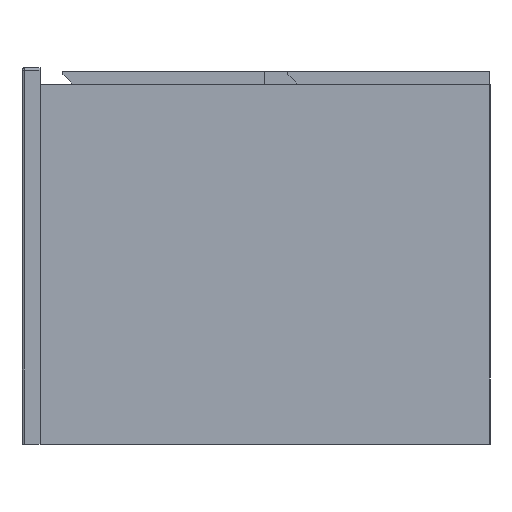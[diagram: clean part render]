
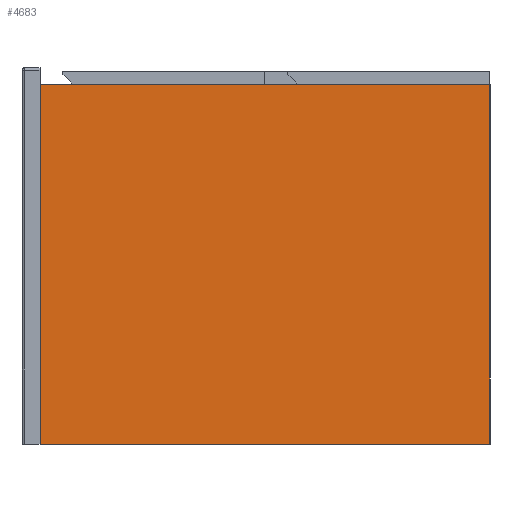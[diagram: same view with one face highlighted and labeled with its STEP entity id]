
A CAD part, left-side view. The second image highlights one B-rep face of the part: STEP entity #4683.
In plain terms, the highlighted planar face has unit normal (-1, 0, 0).
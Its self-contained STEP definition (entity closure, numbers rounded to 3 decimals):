
#76 = CARTESIAN_POINT ( 'NONE',  ( -744., -275., 440. ) ) ;
#437 = CARTESIAN_POINT ( 'NONE',  ( -744., 275., 0. ) ) ;
#563 = VERTEX_POINT ( 'NONE', #743 ) ;
#743 = CARTESIAN_POINT ( 'NONE',  ( -744., 275., 440. ) ) ;
#927 = DIRECTION ( 'NONE',  ( 0., 1., 0. ) ) ;
#957 = DIRECTION ( 'NONE',  ( 0., 0., 1. ) ) ;
#1150 = ORIENTED_EDGE ( 'NONE', *, *, #4085, .T. ) ;
#1737 = VECTOR ( 'NONE', #2463, 1000. ) ;
#1771 = EDGE_CURVE ( 'NONE', #3548, #5595, #4918, .T. ) ;
#1883 = CARTESIAN_POINT ( 'NONE',  ( -744., -275., 0. ) ) ;
#1987 = ORIENTED_EDGE ( 'NONE', *, *, #2612, .T. ) ;
#2022 = VECTOR ( 'NONE', #4122, 1000. ) ;
#2066 = EDGE_CURVE ( 'NONE', #5595, #4165, #5052, .T. ) ;
#2287 = CARTESIAN_POINT ( 'NONE',  ( -744., 275., 440. ) ) ;
#2353 = CARTESIAN_POINT ( 'NONE',  ( -744., -275., 440. ) ) ;
#2409 = FACE_OUTER_BOUND ( 'NONE', #5410, .T. ) ;
#2455 = ORIENTED_EDGE ( 'NONE', *, *, #1771, .F. ) ;
#2463 = DIRECTION ( 'NONE',  ( 0., 0., -1. ) ) ;
#2475 = LINE ( 'NONE', #4657, #5626 ) ;
#2612 = EDGE_CURVE ( 'NONE', #563, #4165, #2974, .T. ) ;
#2792 = CARTESIAN_POINT ( 'NONE',  ( -744., 275., 0. ) ) ;
#2974 = LINE ( 'NONE', #4203, #1737 ) ;
#3075 = ORIENTED_EDGE ( 'NONE', *, *, #2066, .F. ) ;
#3426 = AXIS2_PLACEMENT_3D ( 'NONE', #2287, #4090, #957 ) ;
#3548 = VERTEX_POINT ( 'NONE', #76 ) ;
#4016 = VECTOR ( 'NONE', #927, 1000. ) ;
#4085 = EDGE_CURVE ( 'NONE', #3548, #563, #2475, .T. ) ;
#4090 = DIRECTION ( 'NONE',  ( -1., 0., 0. ) ) ;
#4122 = DIRECTION ( 'NONE',  ( 0., 0., -1. ) ) ;
#4165 = VERTEX_POINT ( 'NONE', #437 ) ;
#4203 = CARTESIAN_POINT ( 'NONE',  ( -744., 275., 440. ) ) ;
#4657 = CARTESIAN_POINT ( 'NONE',  ( -744., 275., 440. ) ) ;
#4683 = ADVANCED_FACE ( 'NONE', ( #2409 ), #4969, .T. ) ;
#4918 = LINE ( 'NONE', #2353, #2022 ) ;
#4969 = PLANE ( 'NONE',  #3426 ) ;
#5052 = LINE ( 'NONE', #2792, #4016 ) ;
#5304 = DIRECTION ( 'NONE',  ( 0., 1., 0. ) ) ;
#5410 = EDGE_LOOP ( 'NONE', ( #3075, #2455, #1150, #1987 ) ) ;
#5595 = VERTEX_POINT ( 'NONE', #1883 ) ;
#5626 = VECTOR ( 'NONE', #5304, 1000. ) ;
